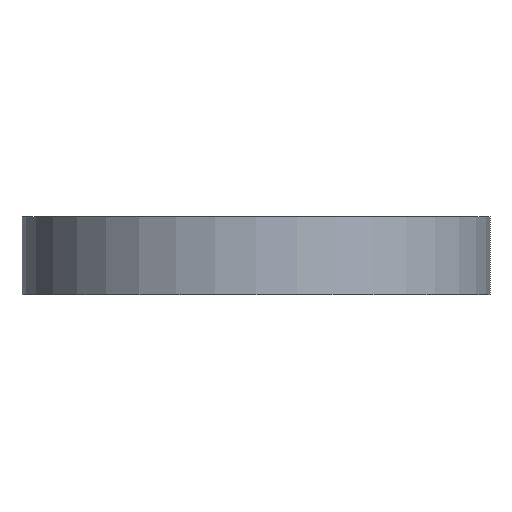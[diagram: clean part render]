
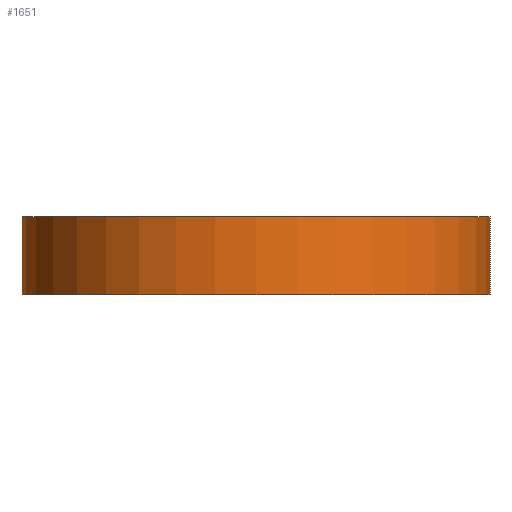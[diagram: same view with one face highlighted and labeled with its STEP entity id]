
A CAD part, front view. The second image highlights one B-rep face of the part: STEP entity #1651.
In plain terms, the highlighted cylindrical face has radius 9 mm (diameter 18 mm), a full revolution.
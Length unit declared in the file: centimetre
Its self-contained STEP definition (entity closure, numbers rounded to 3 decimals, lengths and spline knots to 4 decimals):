
#1601=CARTESIAN_POINT('',(0.,0.,0.));
#1602=DIRECTION('',(0.,0.,1.));
#1603=DIRECTION('',(1.,0.,0.));
#1604=AXIS2_PLACEMENT_3D('',#1601,#1602,#1603);
#1605=CYLINDRICAL_SURFACE('',#1604,0.9);
#1606=CARTESIAN_POINT('',(-0.9,0.,0.3));
#1607=VERTEX_POINT('',#1606);
#1608=CARTESIAN_POINT('',(-0.9,0.,0.));
#1609=VERTEX_POINT('',#1608);
#1610=CARTESIAN_POINT('',(-0.9,0.,0.3));
#1611=DIRECTION('',(-0.,-0.,-1.));
#1612=VECTOR('',#1611,0.3);
#1613=LINE('',#1610,#1612);
#1614=EDGE_CURVE('',#1607,#1609,#1613,.T.);
#1615=ORIENTED_EDGE('',*,*,#1614,.T.);
#1616=CARTESIAN_POINT('',(0.9,0.,0.));
#1617=VERTEX_POINT('',#1616);
#1618=CARTESIAN_POINT('',(0.,0.,0.));
#1619=DIRECTION('',(0.,0.,1.));
#1620=DIRECTION('',(1.,0.,0.));
#1621=AXIS2_PLACEMENT_3D('',#1618,#1619,#1620);
#1622=CIRCLE('',#1621,0.9);
#1623=EDGE_CURVE('',#1609,#1617,#1622,.T.);
#1624=ORIENTED_EDGE('',*,*,#1623,.T.);
#1625=CARTESIAN_POINT('',(0.,0.,0.));
#1626=DIRECTION('',(0.,0.,1.));
#1627=DIRECTION('',(1.,0.,0.));
#1628=AXIS2_PLACEMENT_3D('',#1625,#1626,#1627);
#1629=CIRCLE('',#1628,0.9);
#1630=EDGE_CURVE('',#1617,#1609,#1629,.T.);
#1631=ORIENTED_EDGE('',*,*,#1630,.T.);
#1632=ORIENTED_EDGE('',*,*,#1614,.F.);
#1633=CARTESIAN_POINT('',(0.9,0.,0.3));
#1634=VERTEX_POINT('',#1633);
#1635=CARTESIAN_POINT('',(0.,0.,0.3));
#1636=DIRECTION('',(0.,0.,-1.));
#1637=DIRECTION('',(1.,0.,0.));
#1638=AXIS2_PLACEMENT_3D('',#1635,#1636,#1637);
#1639=CIRCLE('',#1638,0.9);
#1640=EDGE_CURVE('',#1607,#1634,#1639,.T.);
#1641=ORIENTED_EDGE('',*,*,#1640,.T.);
#1642=CARTESIAN_POINT('',(0.,0.,0.3));
#1643=DIRECTION('',(0.,0.,-1.));
#1644=DIRECTION('',(1.,0.,0.));
#1645=AXIS2_PLACEMENT_3D('',#1642,#1643,#1644);
#1646=CIRCLE('',#1645,0.9);
#1647=EDGE_CURVE('',#1634,#1607,#1646,.T.);
#1648=ORIENTED_EDGE('',*,*,#1647,.T.);
#1649=EDGE_LOOP('',(#1615,#1624,#1631,#1632,#1641,#1648));
#1650=FACE_BOUND('',#1649,.T.);
#1651=ADVANCED_FACE('',(#1650),#1605,.T.);
